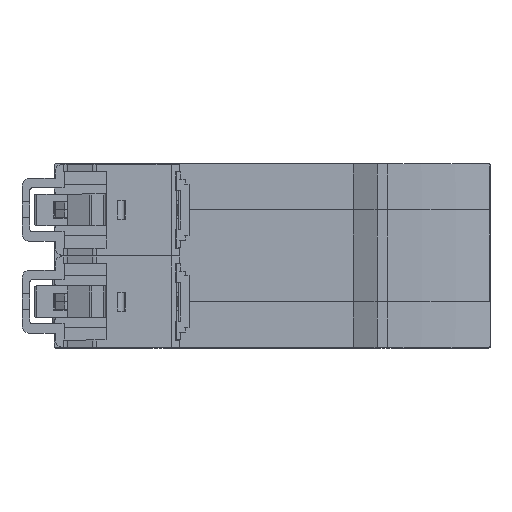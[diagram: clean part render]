
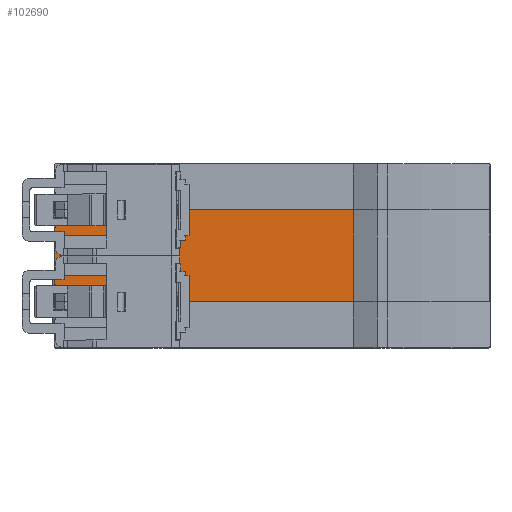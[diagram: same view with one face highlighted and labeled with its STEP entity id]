
A CAD part, top view. The second image highlights one B-rep face of the part: STEP entity #102690.
In plain terms, the highlighted planar face has unit normal (0, 0, 1).
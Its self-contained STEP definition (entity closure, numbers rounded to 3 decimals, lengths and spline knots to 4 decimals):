
#80579=DIRECTION('',(0.,-1.,0.));
#80580=VECTOR('',#80579,0.4085);
#80581=CARTESIAN_POINT('',(-1.6339,0.9188,
1.7323));
#80582=LINE('',#80581,#80580);
#82174=DIRECTION('',(1.,0.,0.));
#82175=VECTOR('',#82174,2.2244);
#82176=CARTESIAN_POINT('',(-1.5354,0.3701,
1.7323));
#82177=LINE('',#82176,#82175);
#83867=CARTESIAN_POINT('',(-1.6339,0.5103,
1.7323));
#83868=CARTESIAN_POINT('',(-1.6339,0.5092,
1.7323));
#83869=CARTESIAN_POINT('',(-1.6335,0.5072,
1.7323));
#83870=CARTESIAN_POINT('',(-1.6317,0.5044,
1.7323));
#83871=CARTESIAN_POINT('',(-1.6289,0.5025,
1.7323));
#83872=CARTESIAN_POINT('',(-1.627,0.5021,
1.7323));
#83873=CARTESIAN_POINT('',(-1.626,0.5021,
1.7323));
#83886=DIRECTION('',(1.,0.,0.));
#83887=VECTOR('',#83886,0.0866);
#83888=CARTESIAN_POINT('',(-1.622,1.,1.7323));
#83889=LINE('',#83888,#83887);
#83893=DIRECTION('',(0.,1.,0.));
#83894=VECTOR('',#83893,0.0591);
#83895=CARTESIAN_POINT('',(-1.5354,1.,
1.7323));
#83896=LINE('',#83895,#83894);
#83900=DIRECTION('',(0.,-1.,0.));
#83901=VECTOR('',#83900,0.689);
#83902=CARTESIAN_POINT('',(0.689,1.0591,
1.7323));
#83903=LINE('',#83902,#83901);
#83907=DIRECTION('',(0.,1.,0.));
#83908=VECTOR('',#83907,0.0591);
#83909=CARTESIAN_POINT('',(-1.5354,0.3701,
1.7323));
#83910=LINE('',#83909,#83908);
#83914=DIRECTION('',(-1.,0.,0.));
#83915=VECTOR('',#83914,0.0866);
#83916=CARTESIAN_POINT('',(-1.5354,0.4291,
1.7323));
#83917=LINE('',#83916,#83915);
#83921=DIRECTION('',(1.,0.,0.));
#83922=VECTOR('',#83921,0.7087);
#83923=CARTESIAN_POINT('',(-1.5551,0.563,
1.7323));
#83924=LINE('',#83923,#83922);
#83928=DIRECTION('',(0.,1.,0.));
#83929=VECTOR('',#83928,0.0472);
#83930=CARTESIAN_POINT('',(-0.8465,0.563,
1.7323));
#83931=LINE('',#83930,#83929);
#83935=DIRECTION('',(0.,-1.,0.));
#83936=VECTOR('',#83935,0.0472);
#83937=CARTESIAN_POINT('',(-1.5551,0.6102,
1.7323));
#83938=LINE('',#83937,#83936);
#83942=DIRECTION('',(-1.,0.,0.));
#83943=VECTOR('',#83942,0.7087);
#83944=CARTESIAN_POINT('',(-0.8465,0.8661,
1.7323));
#83945=LINE('',#83944,#83943);
#83949=DIRECTION('',(0.,-1.,0.));
#83950=VECTOR('',#83949,0.0472);
#83951=CARTESIAN_POINT('',(-1.5551,0.8661,
1.7323));
#83952=LINE('',#83951,#83950);
#83956=DIRECTION('',(0.,1.,0.));
#83957=VECTOR('',#83956,0.0472);
#83958=CARTESIAN_POINT('',(-0.8465,0.8189,
1.7323));
#83959=LINE('',#83958,#83957);
#83977=DIRECTION('',(0.,-1.,0.));
#83978=VECTOR('',#83977,0.073);
#83979=CARTESIAN_POINT('',(-1.622,1.,1.7323));
#83980=LINE('',#83979,#83978);
#84147=DIRECTION('',(-1.,0.,0.));
#84148=VECTOR('',#84147,2.2244);
#84149=CARTESIAN_POINT('',(0.689,1.0591,
1.7323));
#84150=LINE('',#84149,#84148);
#95685=DIRECTION('',(-1.,0.,0.));
#95686=VECTOR('',#95685,0.0039);
#95687=CARTESIAN_POINT('',(-1.622,0.927,
1.7323));
#95688=LINE('',#95687,#95686);
#95707=CARTESIAN_POINT('',(-1.626,0.927,
1.7323));
#95708=CARTESIAN_POINT('',(-1.627,0.927,
1.7323));
#95709=CARTESIAN_POINT('',(-1.629,0.9266,
1.7323));
#95710=CARTESIAN_POINT('',(-1.6317,0.9248,
1.7323));
#95711=CARTESIAN_POINT('',(-1.6334,0.922,
1.7323));
#95712=CARTESIAN_POINT('',(-1.6339,0.9199,
1.7323));
#95713=CARTESIAN_POINT('',(-1.6339,0.9188,
1.7323));
#96217=DIRECTION('',(0.,-1.,0.));
#96218=VECTOR('',#96217,0.073);
#96219=CARTESIAN_POINT('',(-1.622,0.5021,
1.7323));
#96220=LINE('',#96219,#96218);
#96246=DIRECTION('',(1.,0.,0.));
#96247=VECTOR('',#96246,0.0039);
#96248=CARTESIAN_POINT('',(-1.626,0.5021,
1.7323));
#96249=LINE('',#96248,#96247);
#96288=DIRECTION('',(1.,0.,0.));
#96289=VECTOR('',#96288,0.7087);
#96290=CARTESIAN_POINT('',(-1.5551,0.6102,
1.7323));
#96291=LINE('',#96290,#96289);
#96393=DIRECTION('',(-1.,0.,0.));
#96394=VECTOR('',#96393,0.7087);
#96395=CARTESIAN_POINT('',(-0.8465,0.8189,
1.7323));
#96396=LINE('',#96395,#96394);
#97063=CARTESIAN_POINT('',(-1.6339,0.9188,
1.7323));
#97064=VERTEX_POINT('',#97063);
#97065=CARTESIAN_POINT('',(-1.6339,0.5103,
1.7323));
#97066=VERTEX_POINT('',#97065);
#97465=CARTESIAN_POINT('',(-1.5354,0.3701,
1.7323));
#97466=VERTEX_POINT('',#97465);
#97467=CARTESIAN_POINT('',(0.689,0.3701,
1.7323));
#97468=VERTEX_POINT('',#97467);
#97710=VERTEX_POINT('',#83873);
#97711=CARTESIAN_POINT('',(-1.622,1.,1.7323));
#97712=CARTESIAN_POINT('',(-1.622,0.927,
1.7323));
#97713=VERTEX_POINT('',#97711);
#97714=VERTEX_POINT('',#97712);
#97715=CARTESIAN_POINT('',(-1.5354,1.,
1.7323));
#97716=VERTEX_POINT('',#97715);
#97717=CARTESIAN_POINT('',(-1.5354,1.0591,
1.7323));
#97718=VERTEX_POINT('',#97717);
#97719=CARTESIAN_POINT('',(0.689,1.0591,
1.7323));
#97720=VERTEX_POINT('',#97719);
#97721=CARTESIAN_POINT('',(-1.5354,0.4291,
1.7323));
#97722=VERTEX_POINT('',#97721);
#97723=CARTESIAN_POINT('',(-1.622,0.4291,
1.7323));
#97724=VERTEX_POINT('',#97723);
#97725=CARTESIAN_POINT('',(-1.622,0.5021,
1.7323));
#97726=VERTEX_POINT('',#97725);
#97727=VERTEX_POINT('',#95707);
#97728=CARTESIAN_POINT('',(-1.5551,0.563,
1.7323));
#97729=CARTESIAN_POINT('',(-0.8465,0.563,
1.7323));
#97730=VERTEX_POINT('',#97728);
#97731=VERTEX_POINT('',#97729);
#97732=CARTESIAN_POINT('',(-0.8465,0.6102,
1.7323));
#97733=VERTEX_POINT('',#97732);
#97734=CARTESIAN_POINT('',(-1.5551,0.6102,
1.7323));
#97735=VERTEX_POINT('',#97734);
#97736=CARTESIAN_POINT('',(-0.8465,0.8661,
1.7323));
#97737=CARTESIAN_POINT('',(-1.5551,0.8661,
1.7323));
#97738=VERTEX_POINT('',#97736);
#97739=VERTEX_POINT('',#97737);
#97740=CARTESIAN_POINT('',(-1.5551,0.8189,
1.7323));
#97741=VERTEX_POINT('',#97740);
#97742=CARTESIAN_POINT('',(-0.8465,0.8189,
1.7323));
#97743=VERTEX_POINT('',#97742);
#102638=CARTESIAN_POINT('',(-0.4724,0.7146,
1.7323));
#102639=DIRECTION('',(0.,0.,1.));
#102640=DIRECTION('',(1.,0.,0.));
#102641=AXIS2_PLACEMENT_3D('',#102638,#102639,#102640);
#102642=PLANE('',#102641);
#102644=ORIENTED_EDGE('',*,*,#102643,.F.);
#102646=ORIENTED_EDGE('',*,*,#102645,.T.);
#102648=ORIENTED_EDGE('',*,*,#102647,.T.);
#102650=ORIENTED_EDGE('',*,*,#102649,.F.);
#102652=ORIENTED_EDGE('',*,*,#102651,.T.);
#102653=ORIENTED_EDGE('',*,*,#101207,.F.);
#102655=ORIENTED_EDGE('',*,*,#102654,.T.);
#102657=ORIENTED_EDGE('',*,*,#102656,.T.);
#102659=ORIENTED_EDGE('',*,*,#102658,.F.);
#102661=ORIENTED_EDGE('',*,*,#102660,.F.);
#102662=ORIENTED_EDGE('',*,*,#102630,.F.);
#102663=ORIENTED_EDGE('',*,*,#100161,.F.);
#102665=ORIENTED_EDGE('',*,*,#102664,.F.);
#102667=ORIENTED_EDGE('',*,*,#102666,.F.);
#102668=EDGE_LOOP('',(#102644,#102646,#102648,#102650,#102652,#102653,#102655,
#102657,#102659,#102661,#102662,#102663,#102665,#102667));
#102669=FACE_OUTER_BOUND('',#102668,.F.);
#102671=ORIENTED_EDGE('',*,*,#102670,.T.);
#102673=ORIENTED_EDGE('',*,*,#102672,.T.);
#102675=ORIENTED_EDGE('',*,*,#102674,.F.);
#102677=ORIENTED_EDGE('',*,*,#102676,.T.);
#102678=EDGE_LOOP('',(#102671,#102673,#102675,#102677));
#102679=FACE_BOUND('',#102678,.F.);
#102681=ORIENTED_EDGE('',*,*,#102680,.T.);
#102683=ORIENTED_EDGE('',*,*,#102682,.T.);
#102685=ORIENTED_EDGE('',*,*,#102684,.F.);
#102687=ORIENTED_EDGE('',*,*,#102686,.T.);
#102688=EDGE_LOOP('',(#102681,#102683,#102685,#102687));
#102689=FACE_BOUND('',#102688,.F.);
#102690=ADVANCED_FACE('',(#102669,#102679,#102689),#102642,.T.);
#83874=B_SPLINE_CURVE_WITH_KNOTS('',3,(#83867,#83868,#83869,#83870,#83871,
#83872,#83873),.UNSPECIFIED.,.F.,.F.,(4,1,1,1,4),(0.,0.25,0.5,0.75,
1.),.UNSPECIFIED.);
#95714=B_SPLINE_CURVE_WITH_KNOTS('',3,(#95707,#95708,#95709,#95710,#95711,
#95712,#95713),.UNSPECIFIED.,.F.,.F.,(4,1,1,1,4),(0.,0.25,0.5,0.75,
1.),.UNSPECIFIED.);
#100161=EDGE_CURVE('',#97064,#97066,#80582,.T.);
#101207=EDGE_CURVE('',#97466,#97468,#82177,.T.);
#102630=EDGE_CURVE('',#97066,#97710,#83874,.T.);
#102643=EDGE_CURVE('',#97713,#97714,#83980,.T.);
#102645=EDGE_CURVE('',#97713,#97716,#83889,.T.);
#102647=EDGE_CURVE('',#97716,#97718,#83896,.T.);
#102649=EDGE_CURVE('',#97720,#97718,#84150,.T.);
#102651=EDGE_CURVE('',#97720,#97468,#83903,.T.);
#102654=EDGE_CURVE('',#97466,#97722,#83910,.T.);
#102656=EDGE_CURVE('',#97722,#97724,#83917,.T.);
#102658=EDGE_CURVE('',#97726,#97724,#96220,.T.);
#102660=EDGE_CURVE('',#97710,#97726,#96249,.T.);
#102664=EDGE_CURVE('',#97727,#97064,#95714,.T.);
#102666=EDGE_CURVE('',#97714,#97727,#95688,.T.);
#102670=EDGE_CURVE('',#97730,#97731,#83924,.T.);
#102672=EDGE_CURVE('',#97731,#97733,#83931,.T.);
#102674=EDGE_CURVE('',#97735,#97733,#96291,.T.);
#102676=EDGE_CURVE('',#97735,#97730,#83938,.T.);
#102680=EDGE_CURVE('',#97738,#97739,#83945,.T.);
#102682=EDGE_CURVE('',#97739,#97741,#83952,.T.);
#102684=EDGE_CURVE('',#97743,#97741,#96396,.T.);
#102686=EDGE_CURVE('',#97743,#97738,#83959,.T.);
